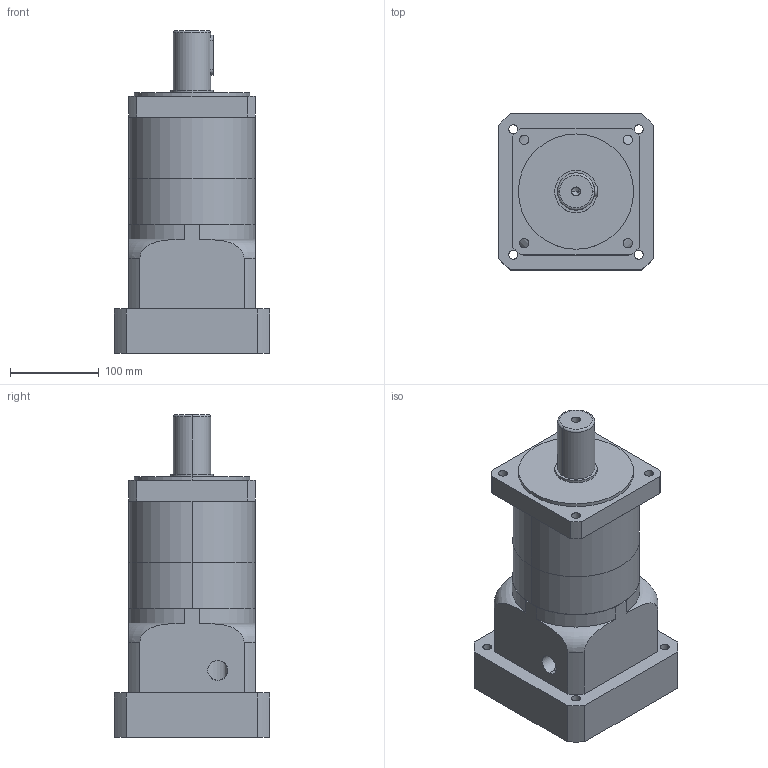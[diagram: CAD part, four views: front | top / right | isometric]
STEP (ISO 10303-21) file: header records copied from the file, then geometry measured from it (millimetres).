
FILE_DESCRIPTION (( 'STEP AP203' ), '1' );
FILE_NAME ('DH150-L2-XX-42-114.3-200-M12(連接法蘭)_2024.STEP', '2024-03-06T03:25:12', ( '' ), ( '' ), 'SwSTEP 2.0', 'SolidWorks 2016', '' );
FILE_SCHEMA (( 'CONFIG_CONTROL_DESIGN' ));
Length unit declared in the file: millimetre
Products named in the file (1): DH150-L2-XX-42-114.3-200-M12(連接法蘭)_2024
Bounding box: 176 x 176 x 364 mm (x, y, z)
Volume: 5385910.3 mm3; surface area: 482476.6 mm2
Topology: 20 solids, 20 shells, 396 faces, 893 edges, 570 vertices
Faces by surface type: plane 173, cylinder 159, cone 34, torus 30
Entity records: 12041 total; most frequent: CARTESIAN_POINT 2810, DIRECTION 2024, ORIENTED_EDGE 1766, EDGE_CURVE 883, AXIS2_PLACEMENT_3D 776, VERTEX_POINT 570, EDGE_LOOP 473, VECTOR 472
